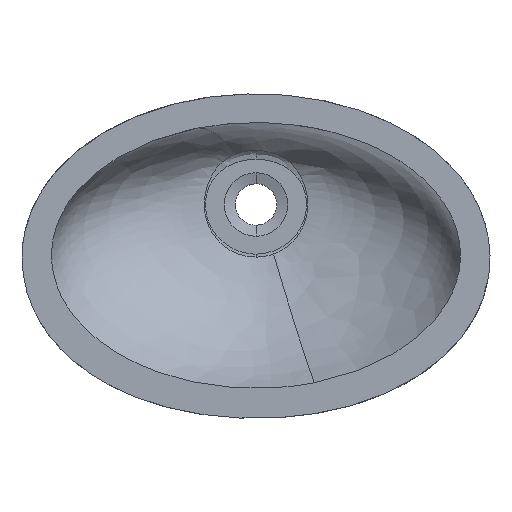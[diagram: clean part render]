
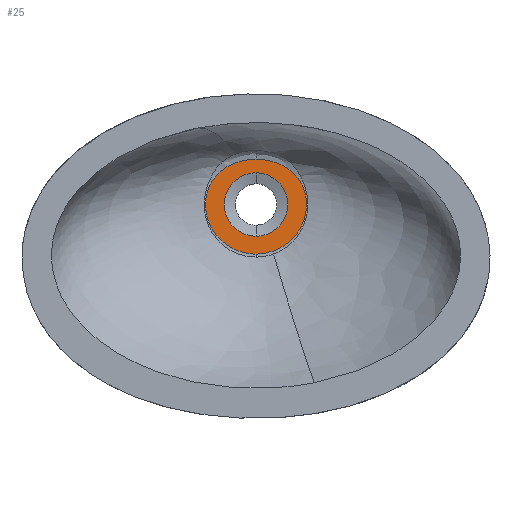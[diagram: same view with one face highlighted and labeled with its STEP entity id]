
A CAD part, top view. The second image highlights one B-rep face of the part: STEP entity #25.
In plain terms, the highlighted planar face has unit normal (0, 0, 1).
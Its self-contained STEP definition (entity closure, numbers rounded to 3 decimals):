
#16=FACE_BOUND('',#93,.T.);
#25=ADVANCED_FACE('',(#58,#16),#497,.T.);
#58=FACE_OUTER_BOUND('',#92,.T.);
#92=EDGE_LOOP('',(#150,#151));
#93=EDGE_LOOP('',(#152,#153));
#150=ORIENTED_EDGE('',*,*,#303,.T.);
#151=ORIENTED_EDGE('',*,*,#304,.T.);
#152=ORIENTED_EDGE('',*,*,#305,.T.);
#153=ORIENTED_EDGE('',*,*,#306,.T.);
#303=EDGE_CURVE('',#456,#457,#397,.T.);
#304=EDGE_CURVE('',#457,#456,#398,.T.);
#305=EDGE_CURVE('',#458,#459,#359,.T.);
#306=EDGE_CURVE('',#459,#458,#360,.T.);
#359=(
BOUNDED_CURVE()
B_SPLINE_CURVE(2,(#19812,#19813,#19814,#19815,#19816),.UNSPECIFIED.,.F.,
 .F.)
B_SPLINE_CURVE_WITH_KNOTS((3,2,3),(0.,48.695,97.389),
 .UNSPECIFIED.)
CURVE()
GEOMETRIC_REPRESENTATION_ITEM()
RATIONAL_B_SPLINE_CURVE((1.,0.707,1.,0.707,1.))
REPRESENTATION_ITEM('')
);
#360=(
BOUNDED_CURVE()
B_SPLINE_CURVE(2,(#19817,#19818,#19819,#19820,#19821),.UNSPECIFIED.,.F.,
 .F.)
B_SPLINE_CURVE_WITH_KNOTS((3,2,3),(0.,48.695,97.389),
 .UNSPECIFIED.)
CURVE()
GEOMETRIC_REPRESENTATION_ITEM()
RATIONAL_B_SPLINE_CURVE((1.,0.707,1.,0.707,1.))
REPRESENTATION_ITEM('')
);
#397=B_SPLINE_CURVE_WITH_KNOTS('',3,(#19766,#19767,#19768,#19769,#19770,
#19771,#19772,#19773,#19774,#19775,#19776,#19777,#19778,#19779,#19780,#19781,
#19782,#19783,#19784,#19785,#19786,#19787),.UNSPECIFIED.,.F.,.F.,(4,2,2,
2,2,2,2,2,2,2,4),(0.,0.006,0.023,0.04,
0.057,0.073,0.09,0.105,
0.119,0.136,0.152),.UNSPECIFIED.);
#398=B_SPLINE_CURVE_WITH_KNOTS('',3,(#19788,#19789,#19790,#19791,#19792,
#19793,#19794,#19795,#19796,#19797,#19798,#19799,#19800,#19801,#19802,#19803,
#19804,#19805,#19806,#19807,#19808,#19809,#19810,#19811),.UNSPECIFIED.,
 .F.,.F.,(4,2,2,2,2,2,2,2,2,2,2,4),(0.152,0.152,
0.17,0.187,0.2,0.214,
0.229,0.244,0.26,0.276,
0.293,0.304),.UNSPECIFIED.);
#456=VERTEX_POINT('',#18484);
#457=VERTEX_POINT('',#18485);
#458=VERTEX_POINT('',#18486);
#459=VERTEX_POINT('',#18487);
#497=PLANE('',#542);
#542=AXIS2_PLACEMENT_3D('',#4012,#549,$);
#549=DIRECTION('',(0.,0.,1.));
#4012=CARTESIAN_POINT('',(-54.346,98.858,-118.));
#18484=CARTESIAN_POINT('',(0.,1.441,-118.));
#18485=CARTESIAN_POINT('',(0.057,94.219,-118.));
#18486=CARTESIAN_POINT('',(0.,19.,-118.));
#18487=CARTESIAN_POINT('',(0.,81.,-118.));
#19766=CARTESIAN_POINT('',(0.,1.441,-118.));
#19767=CARTESIAN_POINT('',(2.029,1.441,-118.));
#19768=CARTESIAN_POINT('',(4.061,1.569,-118.));
#19769=CARTESIAN_POINT('',(11.591,2.51,-118.));
#19770=CARTESIAN_POINT('',(16.87,4.099,-118.));
#19771=CARTESIAN_POINT('',(26.931,9.037,-118.));
#19772=CARTESIAN_POINT('',(31.481,12.3,-118.));
#19773=CARTESIAN_POINT('',(39.456,20.37,-118.));
#19774=CARTESIAN_POINT('',(42.682,25.003,-118.));
#19775=CARTESIAN_POINT('',(47.366,35.194,-118.));
#19776=CARTESIAN_POINT('',(48.768,40.484,-118.));
#19777=CARTESIAN_POINT('',(49.694,51.357,-118.));
#19778=CARTESIAN_POINT('',(49.227,56.689,-118.));
#19779=CARTESIAN_POINT('',(46.398,66.782,-118.));
#19780=CARTESIAN_POINT('',(44.216,71.349,-118.));
#19781=CARTESIAN_POINT('',(38.379,79.325,-118.));
#19782=CARTESIAN_POINT('',(34.912,82.607,-118.));
#19783=CARTESIAN_POINT('',(26.158,88.476,-118.));
#19784=CARTESIAN_POINT('',(20.911,90.7,-118.));
#19785=CARTESIAN_POINT('',(10.351,93.531,-118.));
#19786=CARTESIAN_POINT('',(5.244,94.214,-118.));
#19787=CARTESIAN_POINT('',(0.057,94.219,-118.));
#19788=CARTESIAN_POINT('',(0.057,94.219,-118.));
#19789=CARTESIAN_POINT('',(0.038,94.219,-118.));
#19790=CARTESIAN_POINT('',(0.019,94.219,-118.));
#19791=CARTESIAN_POINT('',(-6.062,94.219,-118.));
#19792=CARTESIAN_POINT('',(-11.994,93.304,-118.));
#19793=CARTESIAN_POINT('',(-22.991,89.844,-118.));
#19794=CARTESIAN_POINT('',(-27.898,87.526,-118.));
#19795=CARTESIAN_POINT('',(-36.046,81.592,-118.));
#19796=CARTESIAN_POINT('',(-39.265,78.309,-118.));
#19797=CARTESIAN_POINT('',(-44.496,70.717,-118.));
#19798=CARTESIAN_POINT('',(-46.434,66.553,-118.));
#19799=CARTESIAN_POINT('',(-49.02,57.525,-118.));
#19800=CARTESIAN_POINT('',(-49.565,52.792,-118.));
#19801=CARTESIAN_POINT('',(-49.156,42.998,-118.));
#19802=CARTESIAN_POINT('',(-48.159,38.103,-118.));
#19803=CARTESIAN_POINT('',(-44.525,28.38,-118.));
#19804=CARTESIAN_POINT('',(-41.852,23.772,-118.));
#19805=CARTESIAN_POINT('',(-34.976,15.423,-118.));
#19806=CARTESIAN_POINT('',(-30.892,11.865,-118.));
#19807=CARTESIAN_POINT('',(-21.463,6.006,-118.));
#19808=CARTESIAN_POINT('',(-16.281,3.877,-118.));
#19809=CARTESIAN_POINT('',(-7.233,1.845,-118.));
#19810=CARTESIAN_POINT('',(-3.627,1.441,-118.));
#19811=CARTESIAN_POINT('',(0.,1.441,-118.));
#19812=CARTESIAN_POINT('',(0.,19.,-118.));
#19813=CARTESIAN_POINT('',(-31.,19.,-118.));
#19814=CARTESIAN_POINT('',(-31.,50.,-118.));
#19815=CARTESIAN_POINT('',(-31.,81.,-118.));
#19816=CARTESIAN_POINT('',(0.,81.,-118.));
#19817=CARTESIAN_POINT('',(0.,81.,-118.));
#19818=CARTESIAN_POINT('',(31.,81.,-118.));
#19819=CARTESIAN_POINT('',(31.,50.,-118.));
#19820=CARTESIAN_POINT('',(31.,19.,-118.));
#19821=CARTESIAN_POINT('',(0.,19.,-118.));
